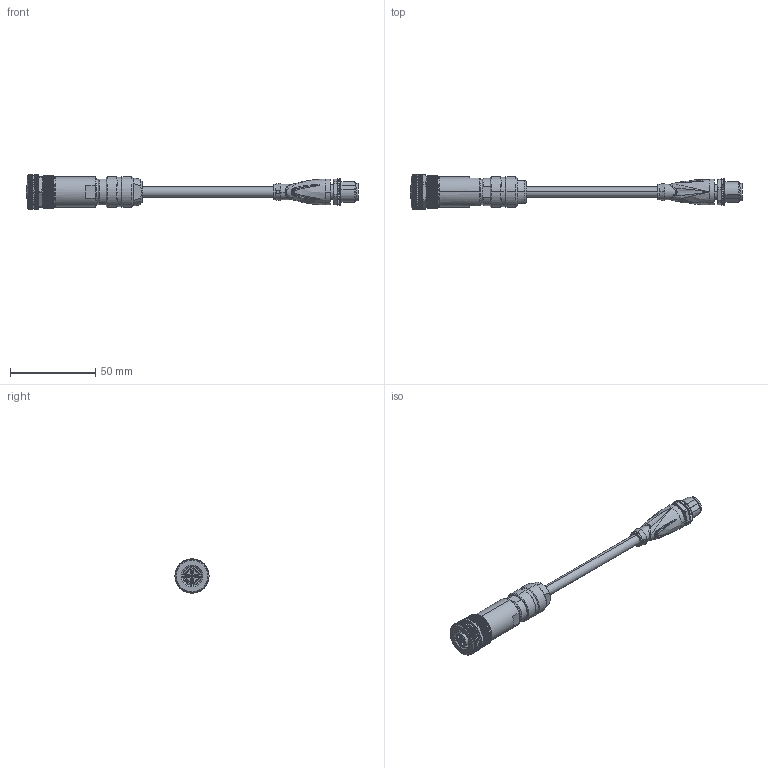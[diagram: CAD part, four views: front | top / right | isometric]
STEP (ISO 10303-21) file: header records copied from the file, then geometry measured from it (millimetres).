
FILE_DESCRIPTION((''),'2;1');
FILE_NAME('CAD-8875_ASM','2023-10-25T08:11:02',('creinig-se'),(''),'CREO PARAMETRIC BY PTC INC, 2022284','CREO PARAMETRIC BY PTC INC, 2022284','');
FILE_SCHEMA(('CONFIG_CONTROL_DESIGN','SHAPE_APPEARANCE_LAYERS_GROUPS'));
Products named in the file (4): CAD-8875_CABLE; CAD-8875_PXC; CAD-8875_V1S_G_SW0001; CAD-8875_ASM
Assembly tree (3 placements, depth 2):
  CAD-8875_ASM
    CAD-8875_CABLE
    CAD-8875_PXC
    CAD-8875_V1S_G_SW0001
Bounding box: 194.5 x 20.2 x 20.16 mm (x, y, z)
Volume: 23678.8 mm3; surface area: 10917 mm2
Topology: 7 solids, 7 shells, 1688 faces, 4321 edges, 2666 vertices
Faces by surface type: plane 738, cylinder 427, cone 274, torus 132, bspline 113, extrusion 4
Entity records: 74481 total; most frequent: CARTESIAN_POINT 22163, ORIENTED_EDGE 8642, DIRECTION 7806, EDGE_CURVE 4321, PRESENTATION_STYLE_ASSIGNMENT 2996, AXIS2_PLACEMENT_3D 2992, STYLED_ITEM 2931, VERTEX_POINT 2666
